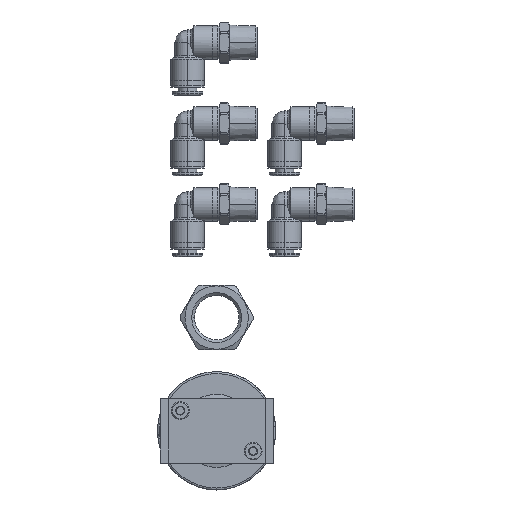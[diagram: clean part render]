
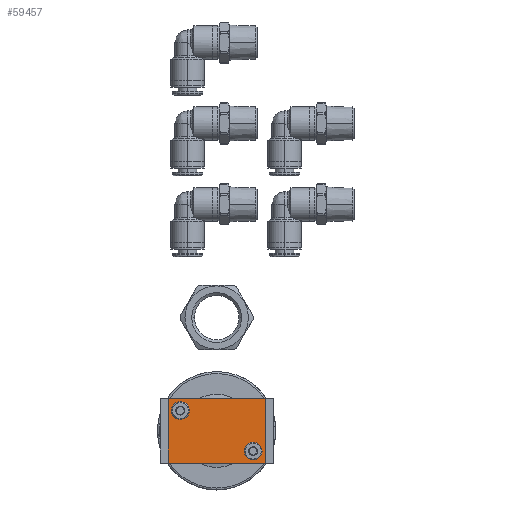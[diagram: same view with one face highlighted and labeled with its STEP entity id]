
A CAD part, left-side view. The second image highlights one B-rep face of the part: STEP entity #59457.
In plain terms, the highlighted planar face has unit normal (-1, 0, 0).
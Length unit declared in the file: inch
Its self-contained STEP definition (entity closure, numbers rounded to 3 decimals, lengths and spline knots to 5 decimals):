
#1856 = CARTESIAN_POINT ( 'NONE',  ( -1.951, 0.562, 0.43602 ) ) ;
#1884 = VERTEX_POINT ( 'NONE', #60635 ) ;
#2087 = LINE ( 'NONE', #79704, #67810 ) ;
#4827 = CARTESIAN_POINT ( 'NONE',  ( -1.951, 0.75, 0.5 ) ) ;
#7340 = CIRCLE ( 'NONE', #80162, 0.12402 ) ;
#8472 = VECTOR ( 'NONE', #65517, 39.37008 ) ;
#8757 = CARTESIAN_POINT ( 'NONE',  ( -1.951, -0.75, -0.5 ) ) ;
#10952 = DIRECTION ( 'NONE',  ( -1., 0., 0. ) ) ;
#11486 = CARTESIAN_POINT ( 'NONE',  ( -1.951, -0.75, -0.5 ) ) ;
#14032 = CARTESIAN_POINT ( 'NONE',  ( -1.951, -0.75, 0.5 ) ) ;
#16473 = VERTEX_POINT ( 'NONE', #1856 ) ;
#18198 = DIRECTION ( 'NONE',  ( 0., 0., 1. ) ) ;
#18394 = ORIENTED_EDGE ( 'NONE', *, *, #82969, .T. ) ;
#19103 = VERTEX_POINT ( 'NONE', #20761 ) ;
#19113 = EDGE_LOOP ( 'NONE', ( #18394, #82032 ) ) ;
#20761 = CARTESIAN_POINT ( 'NONE',  ( -1.951, -0.563, -0.43702 ) ) ;
#21359 = VERTEX_POINT ( 'NONE', #45410 ) ;
#24059 = FACE_OUTER_BOUND ( 'NONE', #24660, .T. ) ;
#24660 = EDGE_LOOP ( 'NONE', ( #39223, #58279, #83131, #68127 ) ) ;
#24963 = CARTESIAN_POINT ( 'NONE',  ( -1.951, 0.562, 0.312 ) ) ;
#28692 = ORIENTED_EDGE ( 'NONE', *, *, #87437, .T. ) ;
#30739 = DIRECTION ( 'NONE',  ( 0., 0., 1. ) ) ;
#31194 = LINE ( 'NONE', #11486, #59795 ) ;
#32128 = DIRECTION ( 'NONE',  ( 1., 0., 0. ) ) ;
#33023 = EDGE_CURVE ( 'NONE', #60529, #1884, #67049, .T. ) ;
#33583 = ORIENTED_EDGE ( 'NONE', *, *, #36167, .T. ) ;
#36167 = EDGE_CURVE ( 'NONE', #21359, #19103, #68502, .T. ) ;
#36984 = AXIS2_PLACEMENT_3D ( 'NONE', #56629, #10952, #87662 ) ;
#38655 = CARTESIAN_POINT ( 'NONE',  ( -1.951, 0.562, 0.312 ) ) ;
#39096 = CIRCLE ( 'NONE', #55024, 0.12402 ) ;
#39223 = ORIENTED_EDGE ( 'NONE', *, *, #88674, .T. ) ;
#40643 = FACE_BOUND ( 'NONE', #19113, .T. ) ;
#41362 = DIRECTION ( 'NONE',  ( 0., 0., 1. ) ) ;
#41503 = DIRECTION ( 'NONE',  ( 1., 0., 0. ) ) ;
#44512 = VERTEX_POINT ( 'NONE', #57550 ) ;
#45410 = CARTESIAN_POINT ( 'NONE',  ( -1.951, -0.563, -0.18898 ) ) ;
#47864 = DIRECTION ( 'NONE',  ( 1., 0., 0. ) ) ;
#48477 = DIRECTION ( 'NONE',  ( 0., -1., 0. ) ) ;
#49458 = CARTESIAN_POINT ( 'NONE',  ( -1.951, -0.563, -0.313 ) ) ;
#53771 = CARTESIAN_POINT ( 'NONE',  ( -1.951, 0.562, 0.18798 ) ) ;
#53954 = DIRECTION ( 'NONE',  ( 0., 1., 0. ) ) ;
#54703 = CARTESIAN_POINT ( 'NONE',  ( -1.951, -0.563, -0.313 ) ) ;
#55024 = AXIS2_PLACEMENT_3D ( 'NONE', #24963, #47864, #92543 ) ;
#56629 = CARTESIAN_POINT ( 'NONE',  ( -1.951, -0.75, -0.5 ) ) ;
#57550 = CARTESIAN_POINT ( 'NONE',  ( -1.951, 0.75, -0.5 ) ) ;
#58279 = ORIENTED_EDGE ( 'NONE', *, *, #78484, .T. ) ;
#59457 = ADVANCED_FACE ( 'NONE', ( #40643, #63272, #24059 ), #94606, .T. ) ;
#59795 = VECTOR ( 'NONE', #48477, 39.37008 ) ;
#59970 = EDGE_CURVE ( 'NONE', #1884, #44512, #97987, .T. ) ;
#60529 = VERTEX_POINT ( 'NONE', #75731 ) ;
#60635 = CARTESIAN_POINT ( 'NONE',  ( -1.951, 0.75, 0.5 ) ) ;
#60689 = AXIS2_PLACEMENT_3D ( 'NONE', #38655, #92601, #30739 ) ;
#63272 = FACE_BOUND ( 'NONE', #85582, .T. ) ;
#64656 = VECTOR ( 'NONE', #53954, 39.37008 ) ;
#65517 = DIRECTION ( 'NONE',  ( 0., 0., -1. ) ) ;
#65600 = VERTEX_POINT ( 'NONE', #8757 ) ;
#67049 = LINE ( 'NONE', #14032, #64656 ) ;
#67810 = VECTOR ( 'NONE', #41362, 39.37008 ) ;
#68127 = ORIENTED_EDGE ( 'NONE', *, *, #59970, .T. ) ;
#68502 = CIRCLE ( 'NONE', #79920, 0.12402 ) ;
#72489 = EDGE_CURVE ( 'NONE', #90745, #16473, #39096, .T. ) ;
#75731 = CARTESIAN_POINT ( 'NONE',  ( -1.951, -0.75, 0.5 ) ) ;
#78484 = EDGE_CURVE ( 'NONE', #65600, #60529, #2087, .T. ) ;
#79704 = CARTESIAN_POINT ( 'NONE',  ( -1.951, -0.75, 0.5 ) ) ;
#79920 = AXIS2_PLACEMENT_3D ( 'NONE', #54703, #32128, #85434 ) ;
#80162 = AXIS2_PLACEMENT_3D ( 'NONE', #49458, #41503, #18198 ) ;
#82032 = ORIENTED_EDGE ( 'NONE', *, *, #72489, .T. ) ;
#82969 = EDGE_CURVE ( 'NONE', #16473, #90745, #93762, .T. ) ;
#83131 = ORIENTED_EDGE ( 'NONE', *, *, #33023, .T. ) ;
#85434 = DIRECTION ( 'NONE',  ( 0., 0., 1. ) ) ;
#85582 = EDGE_LOOP ( 'NONE', ( #33583, #28692 ) ) ;
#87437 = EDGE_CURVE ( 'NONE', #19103, #21359, #7340, .T. ) ;
#87662 = DIRECTION ( 'NONE',  ( 0., 0., 1. ) ) ;
#88674 = EDGE_CURVE ( 'NONE', #44512, #65600, #31194, .T. ) ;
#90745 = VERTEX_POINT ( 'NONE', #53771 ) ;
#92543 = DIRECTION ( 'NONE',  ( 0., 0., 1. ) ) ;
#92601 = DIRECTION ( 'NONE',  ( 1., 0., 0. ) ) ;
#93762 = CIRCLE ( 'NONE', #60689, 0.12402 ) ;
#94606 = PLANE ( 'NONE',  #36984 ) ;
#97987 = LINE ( 'NONE', #4827, #8472 ) ;
